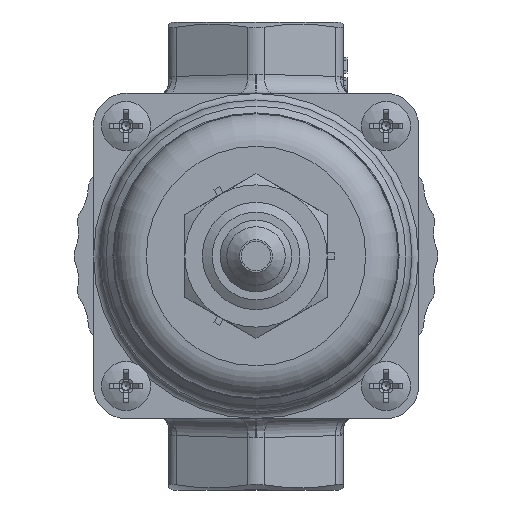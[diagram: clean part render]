
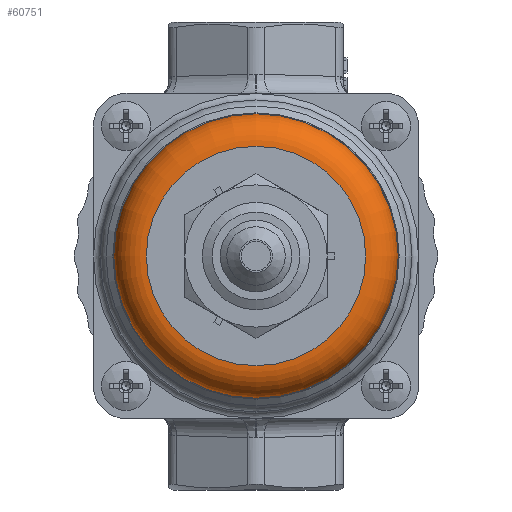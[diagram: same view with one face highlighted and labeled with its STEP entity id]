
A CAD part, front view. The second image highlights one B-rep face of the part: STEP entity #60751.
In plain terms, the highlighted toroidal (fillet/blend) face has major radius 16.875 mm and minor radius 5 mm.
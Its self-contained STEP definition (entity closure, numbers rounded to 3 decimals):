
#60709=CARTESIAN_POINT('',(-41.676,-192.,-16.875));
#60710=VERTEX_POINT('',#60709);
#60711=CARTESIAN_POINT('',(-41.676,-192.,0.));
#60712=DIRECTION('',(0.0,-1.0,0.0));
#60713=DIRECTION('',(0.0,0.0,-1.0));
#60714=AXIS2_PLACEMENT_3D('',#60711,#60712,#60713);
#60715=CIRCLE('',#60714,16.875);
#60716=EDGE_CURVE('',#60710,#60710,#60715,.T.);
#60732=CARTESIAN_POINT('',(-41.676,-187.,0.));
#60733=DIRECTION('',(0.,-1.0,0.));
#60734=DIRECTION('',(0.0,0.0,-1.0));
#60735=AXIS2_PLACEMENT_3D('',#60732,#60733,#60734);
#60736=TOROIDAL_SURFACE('',#60735,16.875,5.0);
#60737=ORIENTED_EDGE('',*,*,#60716,.F.);
#60738=EDGE_LOOP('',(#60737));
#60739=FACE_OUTER_BOUND('',#60738,.T.);
#60740=CARTESIAN_POINT('',(-41.676,-187.,-21.875));
#60741=VERTEX_POINT('',#60740);
#60742=CARTESIAN_POINT('',(-41.676,-187.,0.));
#60743=DIRECTION('',(0.0,-1.0,0.0));
#60744=DIRECTION('',(0.0,0.0,-1.0));
#60745=AXIS2_PLACEMENT_3D('',#60742,#60743,#60744);
#60746=CIRCLE('',#60745,21.875);
#60747=EDGE_CURVE('',#60741,#60741,#60746,.T.);
#60748=ORIENTED_EDGE('',*,*,#60747,.T.);
#60749=EDGE_LOOP('',(#60748));
#60750=FACE_BOUND('',#60749,.T.);
#60751=ADVANCED_FACE('',(#60739,#60750),#60736,.T.);
